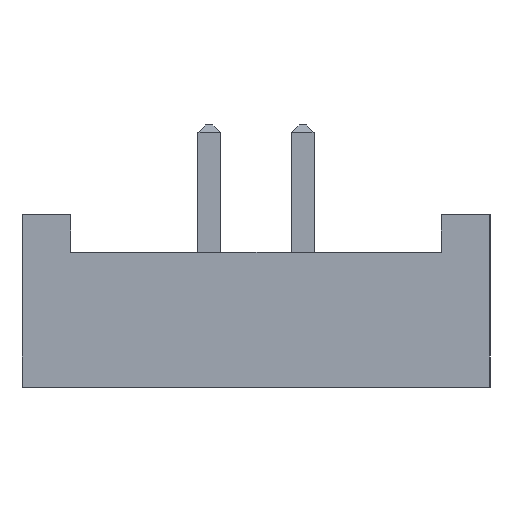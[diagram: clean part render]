
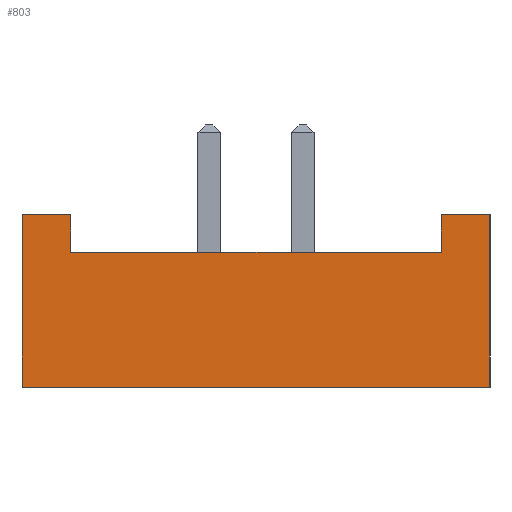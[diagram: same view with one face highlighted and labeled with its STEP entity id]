
A CAD part, front view. The second image highlights one B-rep face of the part: STEP entity #803.
In plain terms, the highlighted planar face has unit normal (0, -1, 0).
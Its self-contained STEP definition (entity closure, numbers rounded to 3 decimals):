
#10 = VERTEX_POINT ( 'NONE', #773 ) ;
#11 = VERTEX_POINT ( 'NONE', #734 ) ;
#12 = VERTEX_POINT ( 'NONE', #721 ) ;
#13 = VERTEX_POINT ( 'NONE', #744 ) ;
#18 = VERTEX_POINT ( 'NONE', #727 ) ;
#24 = VERTEX_POINT ( 'NONE', #733 ) ;
#28 = VERTEX_POINT ( 'NONE', #747 ) ;
#104 = EDGE_LOOP ( 'NONE', ( #358, #355, #360, #361, #362, #359, #326, #325 ) ) ;
#325 = ORIENTED_EDGE ( 'NONE', *, *, #899, .F. ) ;
#326 = ORIENTED_EDGE ( 'NONE', *, *, #902, .F. ) ;
#355 = ORIENTED_EDGE ( 'NONE', *, *, #903, .T. ) ;
#358 = ORIENTED_EDGE ( 'NONE', *, *, #904, .F. ) ;
#359 = ORIENTED_EDGE ( 'NONE', *, *, #901, .F. ) ;
#360 = ORIENTED_EDGE ( 'NONE', *, *, #908, .F. ) ;
#361 = ORIENTED_EDGE ( 'NONE', *, *, #905, .T. ) ;
#362 = ORIENTED_EDGE ( 'NONE', *, *, #952, .T. ) ;
#465 = AXIS2_PLACEMENT_3D ( 'NONE', #2587, #2640, #2650 ) ;
#721 = CARTESIAN_POINT ( 'NONE',  ( 0., 0., 4.6 ) ) ;
#727 = CARTESIAN_POINT ( 'NONE',  ( 1.3, 0., 3.6 ) ) ;
#733 = CARTESIAN_POINT ( 'NONE',  ( 1.3, 0., 4.6 ) ) ;
#734 = CARTESIAN_POINT ( 'NONE',  ( 0., 0., 0. ) ) ;
#744 = CARTESIAN_POINT ( 'NONE',  ( 11.2, 0., 4.6 ) ) ;
#747 = CARTESIAN_POINT ( 'NONE',  ( 11.2, 0., 3.6 ) ) ;
#773 = CARTESIAN_POINT ( 'NONE',  ( 12.5, 0., 4.6 ) ) ;
#803 = ADVANCED_FACE ( 'NONE', ( #1385 ), #2539, .F. ) ;
#899 = EDGE_CURVE ( 'NONE', #28, #13, #1713, .T. ) ;
#901 = EDGE_CURVE ( 'NONE', #10, #1024, #1717, .T. ) ;
#902 = EDGE_CURVE ( 'NONE', #13, #10, #1721, .T. ) ;
#903 = EDGE_CURVE ( 'NONE', #18, #24, #1725, .T. ) ;
#904 = EDGE_CURVE ( 'NONE', #18, #28, #1723, .T. ) ;
#905 = EDGE_CURVE ( 'NONE', #12, #11, #1729, .T. ) ;
#908 = EDGE_CURVE ( 'NONE', #12, #24, #1733, .T. ) ;
#952 = EDGE_CURVE ( 'NONE', #11, #1024, #1823, .T. ) ;
#1024 = VERTEX_POINT ( 'NONE', #2708 ) ;
#1385 = FACE_OUTER_BOUND ( 'NONE', #104, .T. ) ;
#1713 = LINE ( 'NONE', #2323, #1720 ) ;
#1717 = LINE ( 'NONE', #2325, #1724 ) ;
#1720 = VECTOR ( 'NONE', #2330, 1000. ) ;
#1721 = LINE ( 'NONE', #2328, #1726 ) ;
#1723 = LINE ( 'NONE', #2332, #1730 ) ;
#1724 = VECTOR ( 'NONE', #2334, 1000. ) ;
#1725 = LINE ( 'NONE', #2337, #1728 ) ;
#1726 = VECTOR ( 'NONE', #2336, 1000. ) ;
#1728 = VECTOR ( 'NONE', #2339, 1000. ) ;
#1729 = LINE ( 'NONE', #2341, #1732 ) ;
#1730 = VECTOR ( 'NONE', #2340, 1000. ) ;
#1732 = VECTOR ( 'NONE', #2342, 1000. ) ;
#1733 = LINE ( 'NONE', #2338, #1738 ) ;
#1738 = VECTOR ( 'NONE', #2348, 1000. ) ;
#1823 = LINE ( 'NONE', #2435, #1826 ) ;
#1826 = VECTOR ( 'NONE', #2436, 1000. ) ;
#2323 = CARTESIAN_POINT ( 'NONE',  ( 11.2, 0., 3.6 ) ) ;
#2325 = CARTESIAN_POINT ( 'NONE',  ( 12.5, 0., 4.6 ) ) ;
#2328 = CARTESIAN_POINT ( 'NONE',  ( 0., 0., 4.6 ) ) ;
#2330 = DIRECTION ( 'NONE',  ( 0., 0., 1. ) ) ;
#2332 = CARTESIAN_POINT ( 'NONE',  ( 1.3, 0., 3.6 ) ) ;
#2334 = DIRECTION ( 'NONE',  ( 0., 0., -1. ) ) ;
#2336 = DIRECTION ( 'NONE',  ( 1., 0., 0. ) ) ;
#2337 = CARTESIAN_POINT ( 'NONE',  ( 1.3, 0., 3.6 ) ) ;
#2338 = CARTESIAN_POINT ( 'NONE',  ( 0., 0., 4.6 ) ) ;
#2339 = DIRECTION ( 'NONE',  ( 0., 0., 1. ) ) ;
#2340 = DIRECTION ( 'NONE',  ( 1., 0., 0. ) ) ;
#2341 = CARTESIAN_POINT ( 'NONE',  ( 0., 0., 4.6 ) ) ;
#2342 = DIRECTION ( 'NONE',  ( 0., 0., -1. ) ) ;
#2348 = DIRECTION ( 'NONE',  ( 1., 0., 0. ) ) ;
#2435 = CARTESIAN_POINT ( 'NONE',  ( 0., 0., 0. ) ) ;
#2436 = DIRECTION ( 'NONE',  ( 1., 0., 0. ) ) ;
#2539 = PLANE ( 'NONE',  #465 ) ;
#2587 = CARTESIAN_POINT ( 'NONE',  ( 0., 0., 4.6 ) ) ;
#2640 = DIRECTION ( 'NONE',  ( 0., 1., 0. ) ) ;
#2650 = DIRECTION ( 'NONE',  ( 0., 0., 1. ) ) ;
#2708 = CARTESIAN_POINT ( 'NONE',  ( 12.5, 0., 0. ) ) ;
